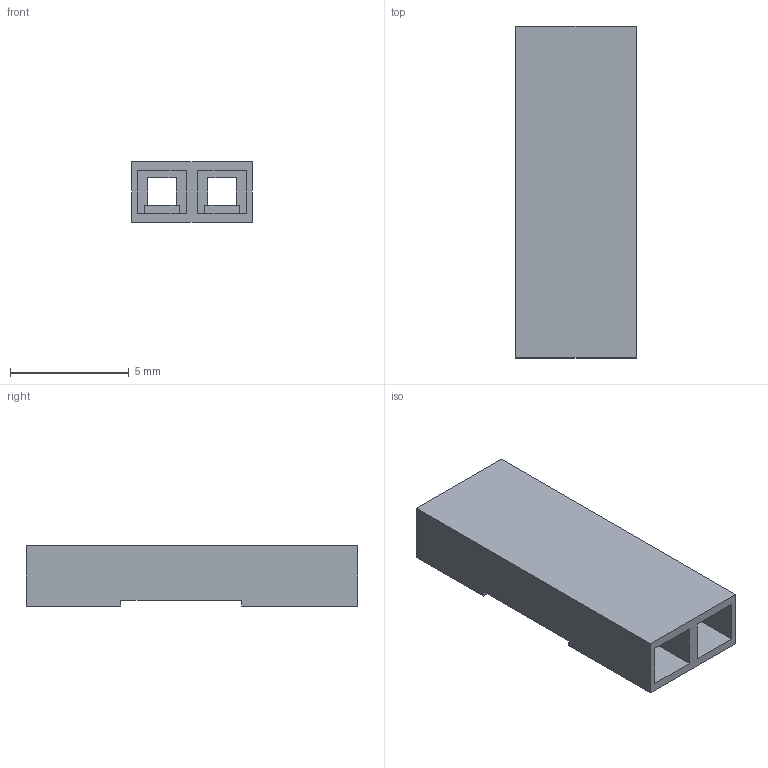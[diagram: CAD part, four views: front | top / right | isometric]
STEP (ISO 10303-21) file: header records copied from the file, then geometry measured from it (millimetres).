
FILE_DESCRIPTION((''),'2;1');
FILE_NAME('M20-1060200','2014-07-15T',('sbennett'),(''),'PRO/ENGINEER BY PARAMETRIC TECHNOLOGY CORPORATION, 2014090','PRO/ENGINEER BY PARAMETRIC TECHNOLOGY CORPORATION, 2014090','');
FILE_SCHEMA(('CONFIG_CONTROL_DESIGN'));
Length unit declared in the file: millimetre
Products named in the file (1): M20-1060200
Bounding box: 5.08 x 14 x 2.54 mm (x, y, z)
Volume: 80.6 mm3; surface area: 430.6 mm2
Topology: 1 solids, 1 shells, 84 faces, 229 edges, 146 vertices
Faces by surface type: plane 82, cylinder 2
Entity records: 3337 total; most frequent: CARTESIAN_POINT 459, ORIENTED_EDGE 458, DIRECTION 401, PRESENTATION_STYLE_ASSIGNMENT 230, STYLED_ITEM 230, CURVE_STYLE 229, EDGE_CURVE 229, VECTOR 225
